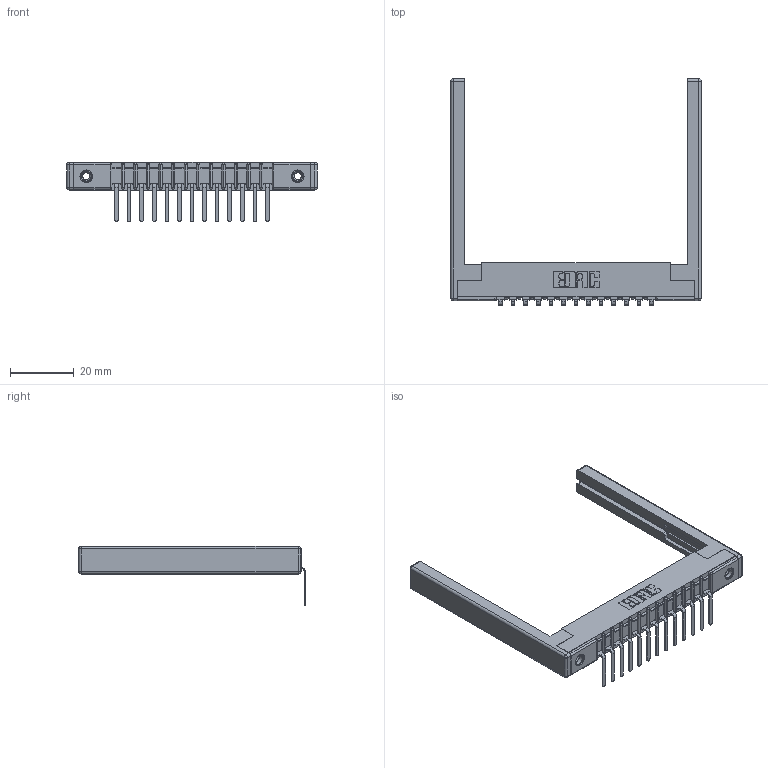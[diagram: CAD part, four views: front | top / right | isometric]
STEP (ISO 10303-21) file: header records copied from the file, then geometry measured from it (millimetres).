
FILE_DESCRIPTION (( 'STEP AP203' ), '1' );
FILE_NAME ('357-013-457-168.STEP', '2020-09-30T14:51:59', ( '' ), ( '' ), 'SwSTEP 2.0', 'SolidWorks 2020', '' );
FILE_SCHEMA (( 'CONFIG_CONTROL_DESIGN' ));
Length unit declared in the file: inch
Products named in the file (5): 307 Part_.156 Dia Mounting Holes; 307-290-002_557; 345-250-001_345-250-001-102; 307-220-068; 357-013-457-168
Assembly tree (18 placements, depth 2):
  357-013-457-168
    307 Part_.156 Dia Mounting Holes
    307-290-002_557  x13
    307-220-068  x2
    345-250-001_345-250-001-102  x2
Bounding box: 78.94 x 71.29 x 18.67 mm (x, y, z)
Volume: 9800.8 mm3; surface area: 13268.9 mm2
Topology: 18 solids, 18 shells, 1300 faces, 3885 edges, 2530 vertices
Faces by surface type: plane 769, cylinder 479, sphere 36, cone 12, torus 4
Entity records: 18333 total; most frequent: CARTESIAN_POINT 3053, ORIENTED_EDGE 3032, DIRECTION 2998, EDGE_CURVE 1516, LINE 1144, VECTOR 1144, VERTEX_POINT 982, AXIS2_PLACEMENT_3D 927
